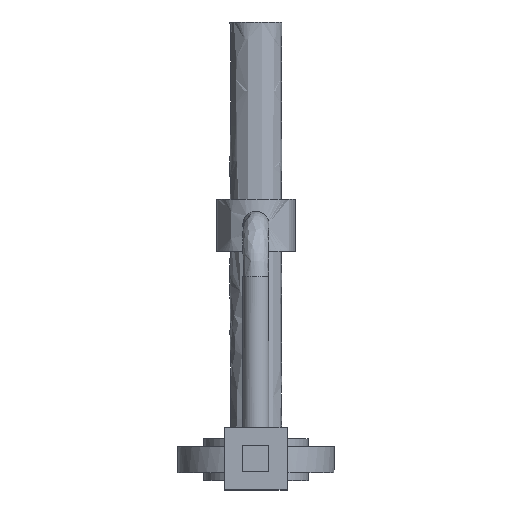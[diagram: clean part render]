
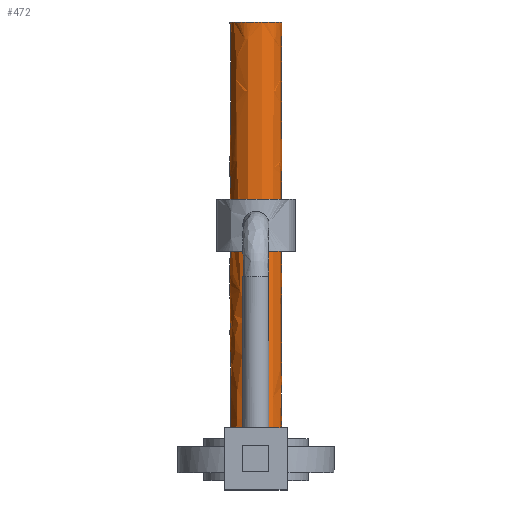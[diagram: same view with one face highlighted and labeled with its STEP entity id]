
A CAD part, top view. The second image highlights one B-rep face of the part: STEP entity #472.
In plain terms, the highlighted free-form (B-spline) face has degree [2, 1] with [9, 2] control points.
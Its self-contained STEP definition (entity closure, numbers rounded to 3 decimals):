
#379 = EDGE_CURVE('',#380,#380,#382,.T.);
#380 = VERTEX_POINT('',#381);
#381 = CARTESIAN_POINT('',(2.311,155.267,8.949
    ));
#382 = ( BOUNDED_CURVE() B_SPLINE_CURVE(2,(#383,#384,#385,#386,#387,#388
,#389),.UNSPECIFIED.,.T.,.F.) B_SPLINE_CURVE_WITH_KNOTS((3,2,2,3),(
    4.965,7.059,9.154,11.248),
.PIECEWISE_BEZIER_KNOTS.) CURVE() GEOMETRIC_REPRESENTATION_ITEM() 
RATIONAL_B_SPLINE_CURVE((1.,0.5,1.,0.5,1.,0.5,1.)) REPRESENTATION_ITEM(
  '') );
#383 = CARTESIAN_POINT('',(2.311,155.267,8.949
    ));
#384 = CARTESIAN_POINT('',(17.81,155.267,
    4.947));
#385 = CARTESIAN_POINT('',(6.594,155.267,
    -6.475));
#386 = CARTESIAN_POINT('',(-4.621,155.267,
    -17.897));
#387 = CARTESIAN_POINT('',(-8.905,155.267,
    -2.473));
#388 = CARTESIAN_POINT('',(-13.189,155.267,
    12.951));
#389 = CARTESIAN_POINT('',(2.311,155.267,8.949
    ));
#409 = VERTEX_POINT('',#410);
#410 = CARTESIAN_POINT('',(2.311,-7.394,-8.949
    ));
#415 = EDGE_CURVE('',#409,#416,#418,.T.);
#416 = VERTEX_POINT('',#417);
#417 = CARTESIAN_POINT('',(2.311,-7.394,8.949
    ));
#418 = ( BOUNDED_CURVE() B_SPLINE_CURVE(2,(#419,#420,#421,#422,#423),
.UNSPECIFIED.,.F.,.F.) B_SPLINE_CURVE_WITH_KNOTS((3,2,3),(0.505
,1.823,3.142),.PIECEWISE_BEZIER_KNOTS.) CURVE() 
GEOMETRIC_REPRESENTATION_ITEM() RATIONAL_B_SPLINE_CURVE((1.,
0.791,1.,0.791,1.)) REPRESENTATION_ITEM('') );
#419 = CARTESIAN_POINT('',(2.311,-7.394,-8.949
    ));
#420 = CARTESIAN_POINT('',(9.242,-7.394,
    -7.159));
#421 = CARTESIAN_POINT('',(9.242,-7.394,
    0.));
#422 = CARTESIAN_POINT('',(9.242,-7.394,7.159
    ));
#423 = CARTESIAN_POINT('',(2.311,-7.394,8.949
    ));
#425 = EDGE_CURVE('',#416,#426,#428,.T.);
#426 = VERTEX_POINT('',#427);
#427 = CARTESIAN_POINT('',(-2.311,-7.394,
    -8.949));
#428 = ( BOUNDED_CURVE() B_SPLINE_CURVE(2,(#429,#430,#431,#432,#433),
.UNSPECIFIED.,.F.,.F.) B_SPLINE_CURVE_WITH_KNOTS((3,2,3),(3.142,
4.712,6.283),.PIECEWISE_BEZIER_KNOTS.) CURVE() 
GEOMETRIC_REPRESENTATION_ITEM() RATIONAL_B_SPLINE_CURVE((1.,
0.707,1.,0.707,1.)) REPRESENTATION_ITEM('') );
#429 = CARTESIAN_POINT('',(2.311,-7.394,8.949
    ));
#430 = CARTESIAN_POINT('',(-6.638,-7.394,
    11.259));
#431 = CARTESIAN_POINT('',(-8.949,-7.394,
    2.311));
#432 = CARTESIAN_POINT('',(-11.259,-7.394,
    -6.638));
#433 = CARTESIAN_POINT('',(-2.311,-7.394,
    -8.949));
#456 = VERTEX_POINT('',#457);
#457 = CARTESIAN_POINT('',(2.311,7.394,-8.949)
  );
#462 = EDGE_CURVE('',#409,#456,#463,.T.);
#463 = B_SPLINE_CURVE_WITH_KNOTS('',1,(#464,#465),.UNSPECIFIED.,.F.,.F.,
  (2,2),(-8.,8.),.PIECEWISE_BEZIER_KNOTS.);
#464 = CARTESIAN_POINT('',(2.311,-7.394,-8.949
    ));
#465 = CARTESIAN_POINT('',(2.311,7.394,-8.949)
  );
#472 = ADVANCED_FACE('',(#473),#498,.T.);
#473 = FACE_BOUND('',#474,.T.);
#474 = EDGE_LOOP('',(#475,#476,#481,#482,#483,#491,#496,#497));
#475 = ORIENTED_EDGE('',*,*,#379,.F.);
#476 = ORIENTED_EDGE('',*,*,#477,.T.);
#477 = EDGE_CURVE('',#380,#416,#478,.T.);
#478 = B_SPLINE_CURVE_WITH_KNOTS('',1,(#479,#480),.UNSPECIFIED.,.F.,.F.,
  (2,2),(-168.,8.),.PIECEWISE_BEZIER_KNOTS.);
#479 = CARTESIAN_POINT('',(2.311,155.267,8.949
    ));
#480 = CARTESIAN_POINT('',(2.311,-7.394,8.949
    ));
#481 = ORIENTED_EDGE('',*,*,#415,.F.);
#482 = ORIENTED_EDGE('',*,*,#462,.T.);
#483 = ORIENTED_EDGE('',*,*,#484,.F.);
#484 = EDGE_CURVE('',#485,#456,#487,.T.);
#485 = VERTEX_POINT('',#486);
#486 = CARTESIAN_POINT('',(-2.311,7.394,
    -8.949));
#487 = ( BOUNDED_CURVE() B_SPLINE_CURVE(2,(#488,#489,#490),
.UNSPECIFIED.,.F.,.F.) B_SPLINE_CURVE_WITH_KNOTS((3,3),(4.46,
4.965),.PIECEWISE_BEZIER_KNOTS.) CURVE() 
GEOMETRIC_REPRESENTATION_ITEM() RATIONAL_B_SPLINE_CURVE((1.,
0.968,1.)) REPRESENTATION_ITEM('') );
#488 = CARTESIAN_POINT('',(-2.311,7.394,
    -8.949));
#489 = CARTESIAN_POINT('',(0.,7.394,
    -9.545));
#490 = CARTESIAN_POINT('',(2.311,7.394,-8.949)
  );
#491 = ORIENTED_EDGE('',*,*,#492,.F.);
#492 = EDGE_CURVE('',#426,#485,#493,.T.);
#493 = B_SPLINE_CURVE_WITH_KNOTS('',1,(#494,#495),.UNSPECIFIED.,.F.,.F.,
  (2,2),(-8.,8.),.PIECEWISE_BEZIER_KNOTS.);
#494 = CARTESIAN_POINT('',(-2.311,-7.394,
    -8.949));
#495 = CARTESIAN_POINT('',(-2.311,7.394,
    -8.949));
#496 = ORIENTED_EDGE('',*,*,#425,.F.);
#497 = ORIENTED_EDGE('',*,*,#477,.F.);
#498 = ( BOUNDED_SURFACE() B_SPLINE_SURFACE(2,1,(
    (#499,#500)
    ,(#501,#502)
    ,(#503,#504)
    ,(#505,#506)
    ,(#507,#508)
    ,(#509,#510)
    ,(#511,#512)
    ,(#513,#514)
,(#515,#516
    )),.UNSPECIFIED.,.T.,.F.,.F.) B_SPLINE_SURFACE_WITH_KNOTS((3,2,2,2,3
    ),(2,2),(-3.142,-2.094,0.,2.094,
    3.142),(-8.,168.),.UNSPECIFIED.) 
GEOMETRIC_REPRESENTATION_ITEM() RATIONAL_B_SPLINE_SURFACE((
    (0.75,0.75)
    ,(0.75,0.75)
    ,(1.,1.)
    ,(0.5,0.5)
    ,(1.,1.)
    ,(0.5,0.5)
    ,(1.,1.)
    ,(0.75,0.75)
,(0.75,0.75))) REPRESENTATION_ITEM('') SURFACE() );
#499 = CARTESIAN_POINT('',(2.311,-7.394,8.949
    ));
#500 = CARTESIAN_POINT('',(2.311,155.267,8.949
    ));
#501 = CARTESIAN_POINT('',(7.477,-7.394,7.615
    ));
#502 = CARTESIAN_POINT('',(7.477,155.267,7.615
    ));
#503 = CARTESIAN_POINT('',(8.905,-7.394,2.473
    ));
#504 = CARTESIAN_POINT('',(8.905,155.267,2.473
    ));
#505 = CARTESIAN_POINT('',(13.189,-7.394,
    -12.951));
#506 = CARTESIAN_POINT('',(13.189,155.267,
    -12.951));
#507 = CARTESIAN_POINT('',(-2.311,-7.394,
    -8.949));
#508 = CARTESIAN_POINT('',(-2.311,155.267,
    -8.949));
#509 = CARTESIAN_POINT('',(-17.81,-7.394,
    -4.947));
#510 = CARTESIAN_POINT('',(-17.81,155.267,
    -4.947));
#511 = CARTESIAN_POINT('',(-6.594,-7.394,
    6.475));
#512 = CARTESIAN_POINT('',(-6.594,155.267,
    6.475));
#513 = CARTESIAN_POINT('',(-2.856,-7.394,
    10.283));
#514 = CARTESIAN_POINT('',(-2.856,155.267,
    10.283));
#515 = CARTESIAN_POINT('',(2.311,-7.394,8.949
    ));
#516 = CARTESIAN_POINT('',(2.311,155.267,8.949
    ));
